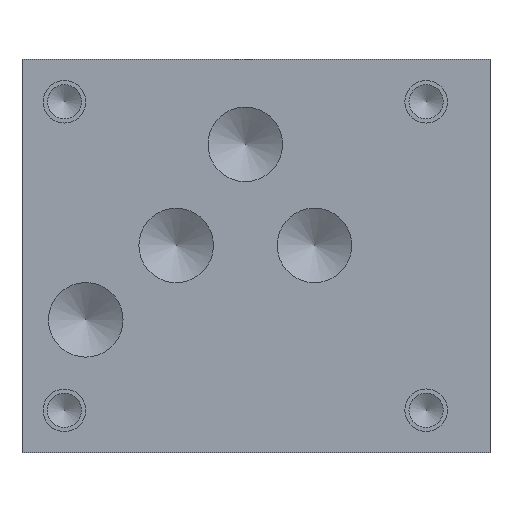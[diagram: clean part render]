
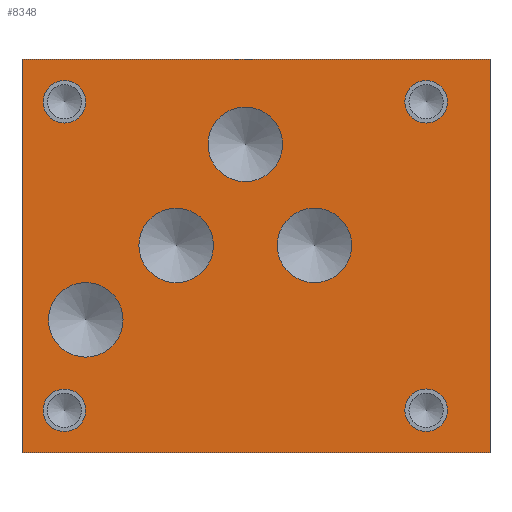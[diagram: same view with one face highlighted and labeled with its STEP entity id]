
A CAD part, left-side view. The second image highlights one B-rep face of the part: STEP entity #8348.
In plain terms, the highlighted planar face has unit normal (-1, 0, 0).
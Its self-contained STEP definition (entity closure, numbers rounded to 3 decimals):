
#775=FACE_BOUND('',#1770,.T.);
#776=FACE_BOUND('',#1771,.T.);
#777=FACE_BOUND('',#1772,.T.);
#778=FACE_BOUND('',#1773,.T.);
#779=FACE_BOUND('',#1774,.T.);
#780=FACE_BOUND('',#1775,.T.);
#781=FACE_BOUND('',#1776,.T.);
#782=FACE_BOUND('',#1777,.T.);
#809=CIRCLE('',#8652,3.175);
#810=CIRCLE('',#8653,3.175);
#817=CIRCLE('',#8664,3.175);
#818=CIRCLE('',#8665,3.175);
#825=CIRCLE('',#8676,3.175);
#826=CIRCLE('',#8677,3.175);
#833=CIRCLE('',#8688,3.175);
#834=CIRCLE('',#8689,3.175);
#843=CIRCLE('',#8703,5.563);
#844=CIRCLE('',#8704,5.563);
#847=CIRCLE('',#8709,5.563);
#848=CIRCLE('',#8710,5.563);
#851=CIRCLE('',#8715,5.563);
#852=CIRCLE('',#8716,5.563);
#855=CIRCLE('',#8721,5.563);
#856=CIRCLE('',#8722,5.563);
#1298=FACE_OUTER_BOUND('',#1769,.T.);
#1769=EDGE_LOOP('',(#7639,#7640,#7641,#7642));
#1770=EDGE_LOOP('',(#7643,#7644));
#1771=EDGE_LOOP('',(#7645,#7646));
#1772=EDGE_LOOP('',(#7647,#7648));
#1773=EDGE_LOOP('',(#7649,#7650));
#1774=EDGE_LOOP('',(#7651,#7652));
#1775=EDGE_LOOP('',(#7653,#7654));
#1776=EDGE_LOOP('',(#7655,#7656));
#1777=EDGE_LOOP('',(#7657,#7658));
#1796=LINE('',#10469,#2626);
#1806=LINE('',#10497,#2636);
#1812=LINE('',#10507,#2642);
#2193=LINE('',#13017,#3023);
#2626=VECTOR('',#8808,10.);
#2636=VECTOR('',#8834,10.);
#2642=VECTOR('',#8844,10.);
#3023=VECTOR('',#9475,10.);
#3457=VERTEX_POINT('',#10466);
#3458=VERTEX_POINT('',#10468);
#3467=VERTEX_POINT('',#10494);
#3468=VERTEX_POINT('',#10496);
#4137=VERTEX_POINT('',#13930);
#4138=VERTEX_POINT('',#13931);
#4146=VERTEX_POINT('',#13954);
#4147=VERTEX_POINT('',#13955);
#4155=VERTEX_POINT('',#13978);
#4156=VERTEX_POINT('',#13979);
#4164=VERTEX_POINT('',#14002);
#4165=VERTEX_POINT('',#14003);
#4176=VERTEX_POINT('',#14033);
#4177=VERTEX_POINT('',#14034);
#4181=VERTEX_POINT('',#14046);
#4182=VERTEX_POINT('',#14047);
#4186=VERTEX_POINT('',#14059);
#4187=VERTEX_POINT('',#14060);
#4191=VERTEX_POINT('',#14072);
#4192=VERTEX_POINT('',#14073);
#4245=EDGE_CURVE('',#3458,#3457,#1796,.T.);
#4259=EDGE_CURVE('',#3467,#3468,#1806,.T.);
#4265=EDGE_CURVE('',#3458,#3467,#1812,.T.);
#4864=EDGE_CURVE('',#3457,#3468,#2193,.T.);
#5258=EDGE_CURVE('',#4137,#4138,#809,.T.);
#5259=EDGE_CURVE('',#4138,#4137,#810,.T.);
#5269=EDGE_CURVE('',#4146,#4147,#817,.T.);
#5270=EDGE_CURVE('',#4147,#4146,#818,.T.);
#5280=EDGE_CURVE('',#4155,#4156,#825,.T.);
#5281=EDGE_CURVE('',#4156,#4155,#826,.T.);
#5291=EDGE_CURVE('',#4164,#4165,#833,.T.);
#5292=EDGE_CURVE('',#4165,#4164,#834,.T.);
#5305=EDGE_CURVE('',#4176,#4177,#843,.T.);
#5306=EDGE_CURVE('',#4177,#4176,#844,.T.);
#5311=EDGE_CURVE('',#4181,#4182,#847,.T.);
#5312=EDGE_CURVE('',#4182,#4181,#848,.T.);
#5317=EDGE_CURVE('',#4186,#4187,#851,.T.);
#5318=EDGE_CURVE('',#4187,#4186,#852,.T.);
#5323=EDGE_CURVE('',#4191,#4192,#855,.T.);
#5324=EDGE_CURVE('',#4192,#4191,#856,.T.);
#7639=ORIENTED_EDGE('',*,*,#4245,.T.);
#7640=ORIENTED_EDGE('',*,*,#4864,.T.);
#7641=ORIENTED_EDGE('',*,*,#4259,.F.);
#7642=ORIENTED_EDGE('',*,*,#4265,.F.);
#7643=ORIENTED_EDGE('',*,*,#5258,.T.);
#7644=ORIENTED_EDGE('',*,*,#5259,.T.);
#7645=ORIENTED_EDGE('',*,*,#5269,.T.);
#7646=ORIENTED_EDGE('',*,*,#5270,.T.);
#7647=ORIENTED_EDGE('',*,*,#5280,.T.);
#7648=ORIENTED_EDGE('',*,*,#5281,.T.);
#7649=ORIENTED_EDGE('',*,*,#5291,.T.);
#7650=ORIENTED_EDGE('',*,*,#5292,.T.);
#7651=ORIENTED_EDGE('',*,*,#5305,.T.);
#7652=ORIENTED_EDGE('',*,*,#5306,.T.);
#7653=ORIENTED_EDGE('',*,*,#5311,.T.);
#7654=ORIENTED_EDGE('',*,*,#5312,.T.);
#7655=ORIENTED_EDGE('',*,*,#5317,.T.);
#7656=ORIENTED_EDGE('',*,*,#5318,.T.);
#7657=ORIENTED_EDGE('',*,*,#5323,.T.);
#7658=ORIENTED_EDGE('',*,*,#5324,.T.);
#7931=PLANE('',#8771);
#8348=ADVANCED_FACE('',(#1298,#775,#776,#777,#778,#779,#780,#781,#782),
#7931,.T.);
#8652=AXIS2_PLACEMENT_3D('',#13932,#10143,#10144);
#8653=AXIS2_PLACEMENT_3D('',#13933,#10145,#10146);
#8664=AXIS2_PLACEMENT_3D('',#13956,#10170,#10171);
#8665=AXIS2_PLACEMENT_3D('',#13957,#10172,#10173);
#8676=AXIS2_PLACEMENT_3D('',#13980,#10197,#10198);
#8677=AXIS2_PLACEMENT_3D('',#13981,#10199,#10200);
#8688=AXIS2_PLACEMENT_3D('',#14004,#10224,#10225);
#8689=AXIS2_PLACEMENT_3D('',#14005,#10226,#10227);
#8703=AXIS2_PLACEMENT_3D('',#14035,#10258,#10259);
#8704=AXIS2_PLACEMENT_3D('',#14036,#10260,#10261);
#8709=AXIS2_PLACEMENT_3D('',#14048,#10272,#10273);
#8710=AXIS2_PLACEMENT_3D('',#14049,#10274,#10275);
#8715=AXIS2_PLACEMENT_3D('',#14061,#10286,#10287);
#8716=AXIS2_PLACEMENT_3D('',#14062,#10288,#10289);
#8721=AXIS2_PLACEMENT_3D('',#14074,#10300,#10301);
#8722=AXIS2_PLACEMENT_3D('',#14075,#10302,#10303);
#8771=AXIS2_PLACEMENT_3D('',#14174,#10419,#10420);
#8808=DIRECTION('',(0.,-1.,0.));
#8834=DIRECTION('',(0.,-1.,0.));
#8844=DIRECTION('',(0.,0.,1.));
#9475=DIRECTION('',(0.,0.,1.));
#10143=DIRECTION('center_axis',(1.,0.,0.));
#10144=DIRECTION('ref_axis',(0.,0.,1.));
#10145=DIRECTION('center_axis',(1.,0.,0.));
#10146=DIRECTION('ref_axis',(0.,0.,1.));
#10170=DIRECTION('center_axis',(1.,0.,0.));
#10171=DIRECTION('ref_axis',(0.,0.,1.));
#10172=DIRECTION('center_axis',(1.,0.,0.));
#10173=DIRECTION('ref_axis',(0.,0.,1.));
#10197=DIRECTION('center_axis',(1.,0.,0.));
#10198=DIRECTION('ref_axis',(0.,0.,1.));
#10199=DIRECTION('center_axis',(1.,0.,0.));
#10200=DIRECTION('ref_axis',(0.,0.,1.));
#10224=DIRECTION('center_axis',(1.,0.,0.));
#10225=DIRECTION('ref_axis',(0.,0.,1.));
#10226=DIRECTION('center_axis',(1.,0.,0.));
#10227=DIRECTION('ref_axis',(0.,0.,1.));
#10258=DIRECTION('center_axis',(1.,0.,0.));
#10259=DIRECTION('ref_axis',(0.,1.,0.));
#10260=DIRECTION('center_axis',(1.,0.,0.));
#10261=DIRECTION('ref_axis',(0.,1.,0.));
#10272=DIRECTION('center_axis',(1.,0.,0.));
#10273=DIRECTION('ref_axis',(0.,1.,0.));
#10274=DIRECTION('center_axis',(1.,0.,0.));
#10275=DIRECTION('ref_axis',(0.,1.,0.));
#10286=DIRECTION('center_axis',(1.,0.,0.));
#10287=DIRECTION('ref_axis',(0.,1.,0.));
#10288=DIRECTION('center_axis',(1.,0.,0.));
#10289=DIRECTION('ref_axis',(0.,1.,0.));
#10300=DIRECTION('center_axis',(1.,0.,0.));
#10301=DIRECTION('ref_axis',(0.,1.,0.));
#10302=DIRECTION('center_axis',(1.,0.,0.));
#10303=DIRECTION('ref_axis',(0.,1.,0.));
#10419=DIRECTION('center_axis',(-1.,0.,0.));
#10420=DIRECTION('ref_axis',(0.,-1.,0.));
#10466=CARTESIAN_POINT('',(0.,0.,0.));
#10468=CARTESIAN_POINT('',(0.,69.85,0.));
#10469=CARTESIAN_POINT('',(0.,69.85,0.));
#10494=CARTESIAN_POINT('',(0.,69.85,58.725));
#10496=CARTESIAN_POINT('',(0.,0.,58.725));
#10497=CARTESIAN_POINT('',(0.,69.85,58.725));
#10507=CARTESIAN_POINT('',(0.,69.85,0.));
#13017=CARTESIAN_POINT('',(0.,0.,0.));
#13930=CARTESIAN_POINT('',(0.,63.525,9.5));
#13931=CARTESIAN_POINT('',(0.,63.525,3.15));
#13932=CARTESIAN_POINT('Origin',(0.,63.525,6.325));
#13933=CARTESIAN_POINT('Origin',(0.,63.525,6.325));
#13954=CARTESIAN_POINT('',(0.,63.513,55.55));
#13955=CARTESIAN_POINT('',(0.,63.513,49.2));
#13956=CARTESIAN_POINT('Origin',(0.,63.513,52.375));
#13957=CARTESIAN_POINT('Origin',(0.,63.513,52.375));
#13978=CARTESIAN_POINT('',(0.,9.538,55.55));
#13979=CARTESIAN_POINT('',(0.,9.538,49.2));
#13980=CARTESIAN_POINT('Origin',(0.,9.538,52.375));
#13981=CARTESIAN_POINT('Origin',(0.,9.538,52.375));
#14002=CARTESIAN_POINT('',(0.,9.538,9.512));
#14003=CARTESIAN_POINT('',(0.,9.538,3.162));
#14004=CARTESIAN_POINT('Origin',(0.,9.538,6.337));
#14005=CARTESIAN_POINT('Origin',(0.,9.538,6.337));
#14033=CARTESIAN_POINT('',(0.,52.405,30.937));
#14034=CARTESIAN_POINT('',(0.,41.28,30.937));
#14035=CARTESIAN_POINT('Origin',(0.,46.843,30.937));
#14036=CARTESIAN_POINT('Origin',(0.,46.843,30.937));
#14046=CARTESIAN_POINT('',(0.,42.088,46.025));
#14047=CARTESIAN_POINT('',(0.,30.963,46.025));
#14048=CARTESIAN_POINT('Origin',(0.,36.525,46.025));
#14049=CARTESIAN_POINT('Origin',(0.,36.525,46.025));
#14059=CARTESIAN_POINT('',(0.,65.9,19.832));
#14060=CARTESIAN_POINT('',(0.,54.775,19.832));
#14061=CARTESIAN_POINT('Origin',(0.,60.338,19.832));
#14062=CARTESIAN_POINT('Origin',(0.,60.338,19.832));
#14072=CARTESIAN_POINT('',(0.,31.768,30.942));
#14073=CARTESIAN_POINT('',(0.,20.643,30.942));
#14074=CARTESIAN_POINT('Origin',(0.,26.205,30.942));
#14075=CARTESIAN_POINT('Origin',(0.,26.205,30.942));
#14174=CARTESIAN_POINT('Origin',(0.,69.85,0.));
